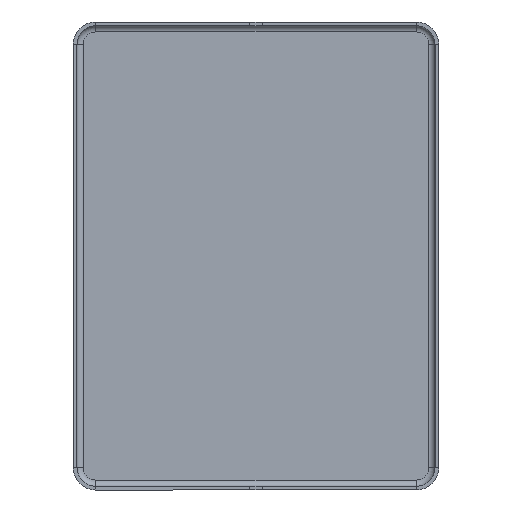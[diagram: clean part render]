
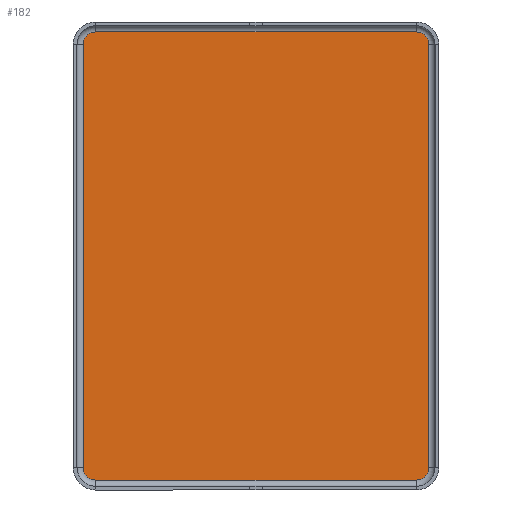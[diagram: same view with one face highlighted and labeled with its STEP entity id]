
A CAD part, front view. The second image highlights one B-rep face of the part: STEP entity #182.
In plain terms, the highlighted planar face has unit normal (0, -1, 0).
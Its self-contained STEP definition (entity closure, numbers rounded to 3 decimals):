
#38 = LINE ( 'NONE', #364, #683 ) ;
#41 = DIRECTION ( 'NONE',  ( 0., 0., -1. ) ) ;
#45 = DIRECTION ( 'NONE',  ( 0., 1., 0. ) ) ;
#55 = LINE ( 'NONE', #1210, #734 ) ;
#57 = AXIS2_PLACEMENT_3D ( 'NONE', #101, #538, #861 ) ;
#78 = AXIS2_PLACEMENT_3D ( 'NONE', #1064, #45, #264 ) ;
#98 = CARTESIAN_POINT ( 'NONE',  ( 12.85, -0.3, 16.95 ) ) ;
#101 = CARTESIAN_POINT ( 'NONE',  ( 12.85, -0.3, 16.95 ) ) ;
#114 = DIRECTION ( 'NONE',  ( 0., -1., 0. ) ) ;
#136 = ORIENTED_EDGE ( 'NONE', *, *, #1388, .F. ) ;
#138 = ORIENTED_EDGE ( 'NONE', *, *, #998, .F. ) ;
#141 = VECTOR ( 'NONE', #541, 1000. ) ;
#142 = CIRCLE ( 'NONE', #1087, 1. ) ;
#182 = ADVANCED_FACE ( 'NONE', ( #664 ), #325, .T. ) ;
#241 = DIRECTION ( 'NONE',  ( 0., 0., 1. ) ) ;
#248 = EDGE_CURVE ( 'NONE', #1065, #286, #552, .T. ) ;
#264 = DIRECTION ( 'NONE',  ( 0., 0., 1. ) ) ;
#286 = VERTEX_POINT ( 'NONE', #314 ) ;
#311 = CARTESIAN_POINT ( 'NONE',  ( 12.85, -0.3, -17.95 ) ) ;
#314 = CARTESIAN_POINT ( 'NONE',  ( -12.85, -0.3, -17.95 ) ) ;
#324 = CARTESIAN_POINT ( 'NONE',  ( -13.85, -0.3, -16.95 ) ) ;
#325 = PLANE ( 'NONE',  #360 ) ;
#340 = CARTESIAN_POINT ( 'NONE',  ( 12.85, -0.3, 17.95 ) ) ;
#359 = ORIENTED_EDGE ( 'NONE', *, *, #1075, .F. ) ;
#360 = AXIS2_PLACEMENT_3D ( 'NONE', #98, #114, #1440 ) ;
#364 = CARTESIAN_POINT ( 'NONE',  ( 13.85, -0.3, 16.95 ) ) ;
#382 = ORIENTED_EDGE ( 'NONE', *, *, #1225, .F. ) ;
#447 = CIRCLE ( 'NONE', #494, 1. ) ;
#471 = EDGE_CURVE ( 'NONE', #1392, #1441, #38, .T. ) ;
#494 = AXIS2_PLACEMENT_3D ( 'NONE', #1268, #1394, #1383 ) ;
#516 = VECTOR ( 'NONE', #668, 1000. ) ;
#528 = VERTEX_POINT ( 'NONE', #941 ) ;
#538 = DIRECTION ( 'NONE',  ( 0., 1., 0. ) ) ;
#541 = DIRECTION ( 'NONE',  ( -1., 0., 0. ) ) ;
#552 = LINE ( 'NONE', #1102, #141 ) ;
#575 = DIRECTION ( 'NONE',  ( 0., 1., 0. ) ) ;
#627 = CARTESIAN_POINT ( 'NONE',  ( -13.85, -0.3, -16.95 ) ) ;
#632 = ORIENTED_EDGE ( 'NONE', *, *, #816, .F. ) ;
#664 = FACE_OUTER_BOUND ( 'NONE', #1196, .T. ) ;
#668 = DIRECTION ( 'NONE',  ( 0., 0., 1. ) ) ;
#679 = VERTEX_POINT ( 'NONE', #912 ) ;
#683 = VECTOR ( 'NONE', #41, 1000. ) ;
#734 = VECTOR ( 'NONE', #1213, 1000. ) ;
#777 = CARTESIAN_POINT ( 'NONE',  ( 13.85, -0.3, -16.95 ) ) ;
#796 = EDGE_CURVE ( 'NONE', #1441, #1065, #986, .T. ) ;
#813 = LINE ( 'NONE', #324, #516 ) ;
#816 = EDGE_CURVE ( 'NONE', #286, #905, #447, .T. ) ;
#861 = DIRECTION ( 'NONE',  ( 0., 0., 1. ) ) ;
#905 = VERTEX_POINT ( 'NONE', #627 ) ;
#912 = CARTESIAN_POINT ( 'NONE',  ( -12.85, -0.3, 17.95 ) ) ;
#941 = CARTESIAN_POINT ( 'NONE',  ( -13.85, -0.3, 16.95 ) ) ;
#986 = CIRCLE ( 'NONE', #78, 1. ) ;
#998 = EDGE_CURVE ( 'NONE', #1214, #1392, #1349, .T. ) ;
#1034 = ORIENTED_EDGE ( 'NONE', *, *, #796, .F. ) ;
#1064 = CARTESIAN_POINT ( 'NONE',  ( 12.85, -0.3, -16.95 ) ) ;
#1065 = VERTEX_POINT ( 'NONE', #311 ) ;
#1075 = EDGE_CURVE ( 'NONE', #679, #1214, #55, .T. ) ;
#1087 = AXIS2_PLACEMENT_3D ( 'NONE', #1255, #575, #241 ) ;
#1102 = CARTESIAN_POINT ( 'NONE',  ( 12.85, -0.3, -17.95 ) ) ;
#1196 = EDGE_LOOP ( 'NONE', ( #138, #359, #136, #382, #632, #1376, #1034, #1344 ) ) ;
#1210 = CARTESIAN_POINT ( 'NONE',  ( -12.85, -0.3, 17.95 ) ) ;
#1213 = DIRECTION ( 'NONE',  ( 1., 0., 0. ) ) ;
#1214 = VERTEX_POINT ( 'NONE', #340 ) ;
#1225 = EDGE_CURVE ( 'NONE', #905, #528, #813, .T. ) ;
#1255 = CARTESIAN_POINT ( 'NONE',  ( -12.85, -0.3, 16.95 ) ) ;
#1264 = CARTESIAN_POINT ( 'NONE',  ( 13.85, -0.3, 16.95 ) ) ;
#1268 = CARTESIAN_POINT ( 'NONE',  ( -12.85, -0.3, -16.95 ) ) ;
#1344 = ORIENTED_EDGE ( 'NONE', *, *, #471, .F. ) ;
#1349 = CIRCLE ( 'NONE', #57, 1. ) ;
#1376 = ORIENTED_EDGE ( 'NONE', *, *, #248, .F. ) ;
#1383 = DIRECTION ( 'NONE',  ( 0., 0., 1. ) ) ;
#1388 = EDGE_CURVE ( 'NONE', #528, #679, #142, .T. ) ;
#1392 = VERTEX_POINT ( 'NONE', #1264 ) ;
#1394 = DIRECTION ( 'NONE',  ( 0., 1., 0. ) ) ;
#1440 = DIRECTION ( 'NONE',  ( 0., 0., -1. ) ) ;
#1441 = VERTEX_POINT ( 'NONE', #777 ) ;
